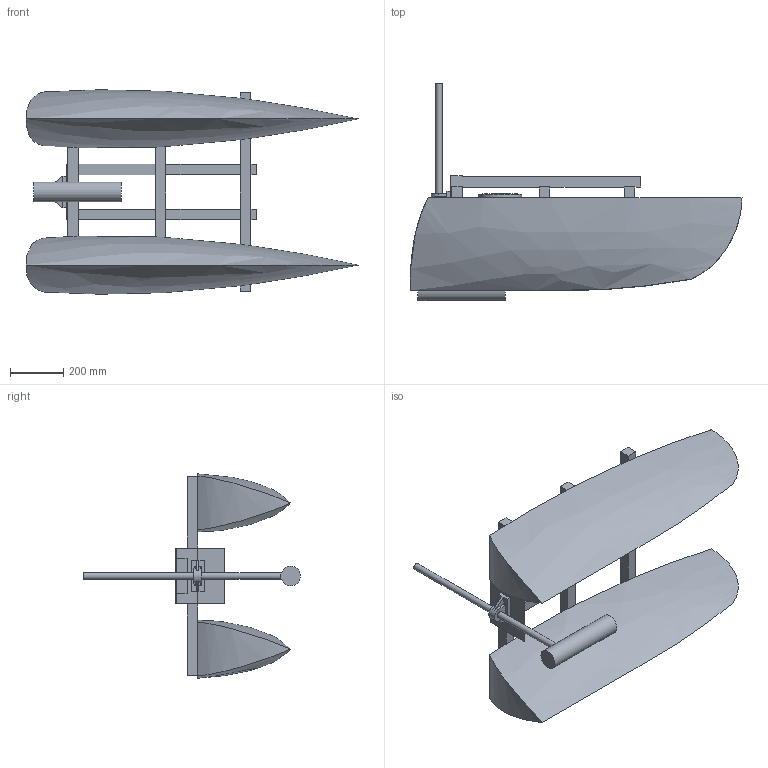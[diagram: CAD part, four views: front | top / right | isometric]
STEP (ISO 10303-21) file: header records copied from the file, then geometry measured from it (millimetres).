
FILE_DESCRIPTION(/* description */ (''),/* implementation_level */ '2;1');
FILE_NAME(/* name */ 'Component72.step',/* time_stamp */ '2022-10-22T09:15:53+03:00',/* author */ (''),/* organization */ (''),/* preprocessor_version */ 'ST-DEVELOPER v19.2',/* originating_system */ 'Autodesk Translation Framework v11.17.0.187',/* authorisation */ '');
FILE_SCHEMA (('AUTOMOTIVE_DESIGN { 1 0 10303 214 3 1 1 }'));
Length unit declared in the file: millimetre
Products named in the file (1): FusionComponent
Bounding box: 1250 x 817.34 x 769.56 mm (x, y, z)
Volume: 101359357.9 mm3; surface area: 2875863.4 mm2
Topology: 1 solids, 1 shells, 125 faces, 345 edges, 210 vertices
Faces by surface type: plane 95, cylinder 17, bspline 10, cone 2, torus 1
Full cylindrical faces by diameter (mm): 5 x4, 25 x2, 74.275 x1, 162 x2
Entity records: 4504 total; most frequent: CARTESIAN_POINT 1379, ORIENTED_EDGE 686, DIRECTION 560, EDGE_CURVE 343, LINE 254, VECTOR 254, VERTEX_POINT 210, AXIS2_PLACEMENT_3D 153
